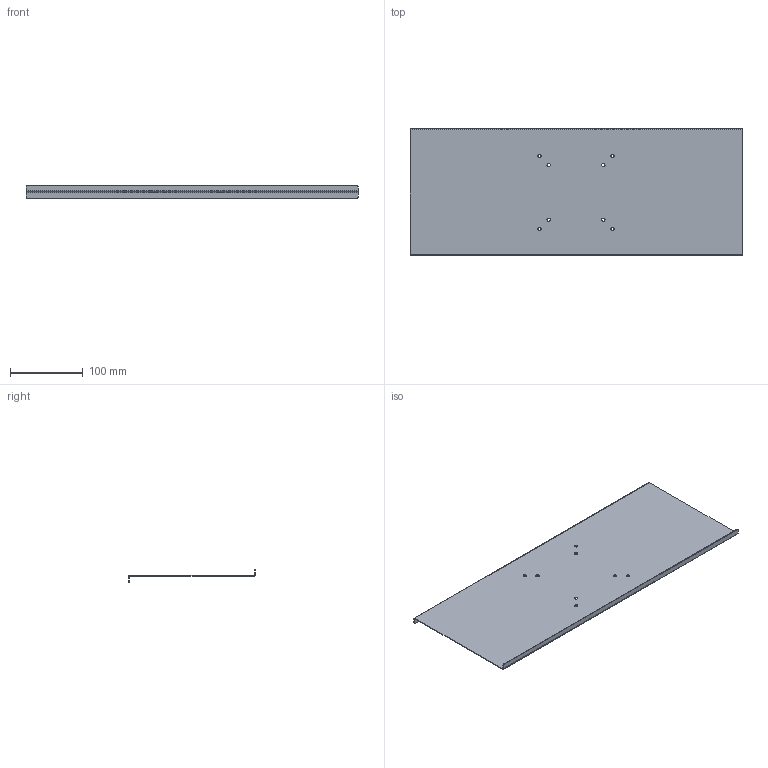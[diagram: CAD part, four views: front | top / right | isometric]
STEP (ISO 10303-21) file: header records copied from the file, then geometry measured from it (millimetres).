
FILE_DESCRIPTION (( 'STEP AP214' ), '1' );
FILE_NAME ('Ñáîðêà1.STEP', '2025-05-16T10:18:17', ( '' ), ( '' ), 'SwSTEP 2.0', 'SolidWorks 2025', '' );
FILE_SCHEMA (( 'AUTOMOTIVE_DESIGN' ));
Length unit declared in the file: millimetre
Products named in the file (2): B784 Подставка под клавиатуру_00; Сборка1
Assembly tree (1 placements, depth 2):
  Сборка1
    B784 Подставка под клавиатуру_00
Bounding box: 455 x 174 x 18 mm (x, y, z)
Volume: 86188.5 mm3; surface area: 173776 mm2
Topology: 1 solids, 1 shells, 42 faces, 104 edges, 64 vertices
Faces by surface type: cylinder 24, plane 18
Entity records: 1346 total; most frequent: DIRECTION 244, CARTESIAN_POINT 214, ORIENTED_EDGE 208, EDGE_CURVE 104, AXIS2_PLACEMENT_3D 94, VERTEX_POINT 64, EDGE_LOOP 58, VECTOR 56
